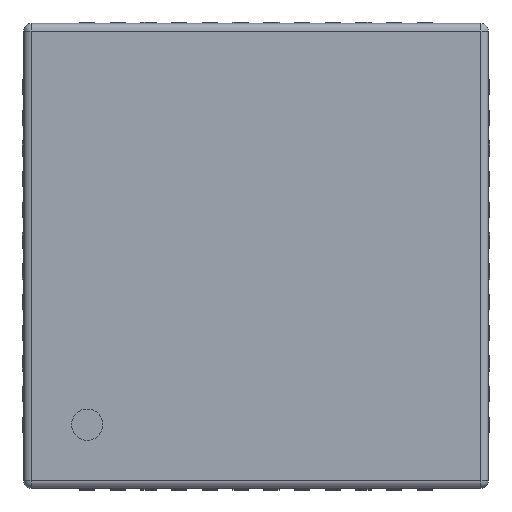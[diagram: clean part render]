
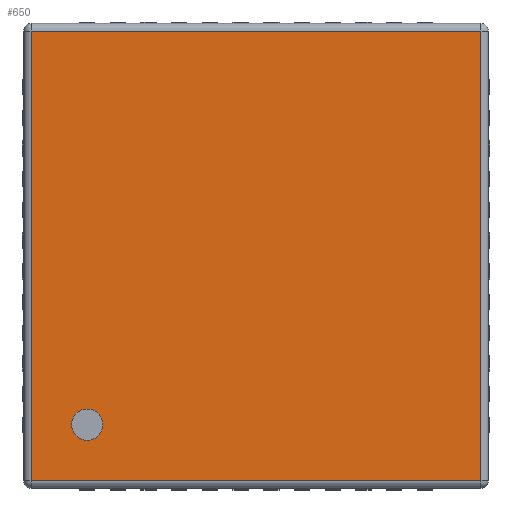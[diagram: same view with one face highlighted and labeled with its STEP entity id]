
A CAD part, top view. The second image highlights one B-rep face of the part: STEP entity #650.
In plain terms, the highlighted planar face has unit normal (0, 0, 1).
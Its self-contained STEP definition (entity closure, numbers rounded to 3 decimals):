
#650=ADVANCED_FACE('',(#3847,#3849),#3851,.T.);
#3847=FACE_BOUND('',#3848,.T.);
#3848=EDGE_LOOP('',(#6292,#6293,#6294,#6295));
#3849=FACE_BOUND('',#3850,.T.);
#3850=EDGE_LOOP('',(#6296));
#3851=PLANE('',#3852);
#3852=AXIS2_PLACEMENT_3D('',#3853,#3854,#3855);
#3853=CARTESIAN_POINT('',(0.,0.,1.));
#3854=DIRECTION('',(0.,0.,1.));
#3855=DIRECTION('',(1.,0.,0.));
#6292=ORIENTED_EDGE('',*,*,#7762,.T.);
#6293=ORIENTED_EDGE('',*,*,#7763,.T.);
#6294=ORIENTED_EDGE('',*,*,#7764,.T.);
#6295=ORIENTED_EDGE('',*,*,#7765,.T.);
#6296=ORIENTED_EDGE('',*,*,#7761,.F.);
#7761=EDGE_CURVE('',#8622,#8622,#8623,.T.);
#7762=EDGE_CURVE('',#8624,#8625,#8626,.T.);
#7763=EDGE_CURVE('',#8625,#8627,#8628,.T.);
#7764=EDGE_CURVE('',#8627,#8629,#8630,.T.);
#7765=EDGE_CURVE('',#8629,#8624,#8631,.T.);
#8622=VERTEX_POINT('',#10434);
#8623=CIRCLE('',#10435,0.203);
#8624=VERTEX_POINT('',#10439);
#8625=VERTEX_POINT('',#10440);
#8626=LINE('',#10441,#10442);
#8627=VERTEX_POINT('',#10444);
#8628=LINE('',#10445,#10446);
#8629=VERTEX_POINT('',#10448);
#8630=LINE('',#10449,#10450);
#8631=LINE('',#10452,#10453);
#10434=CARTESIAN_POINT('',(-1.997,-2.2,1.));
#10435=AXIS2_PLACEMENT_3D('',#10436,#10437,#10438);
#10436=CARTESIAN_POINT('',(-2.2,-2.2,1.));
#10437=DIRECTION('',(0.,0.,1.));
#10438=DIRECTION('',(1.,0.,0.));
#10439=CARTESIAN_POINT('',(2.93,2.93,1.));
#10440=CARTESIAN_POINT('',(-2.93,2.93,1.));
#10441=CARTESIAN_POINT('',(2.93,2.93,1.));
#10442=VECTOR('',#10443,1.);
#10443=DIRECTION('',(-1.,0.,0.));
#10444=CARTESIAN_POINT('',(-2.93,-2.93,1.));
#10445=CARTESIAN_POINT('',(-2.93,2.93,1.));
#10446=VECTOR('',#10447,1.);
#10447=DIRECTION('',(0.,-1.,0.));
#10448=CARTESIAN_POINT('',(2.93,-2.93,1.));
#10449=CARTESIAN_POINT('',(-2.93,-2.93,1.));
#10450=VECTOR('',#10451,1.);
#10451=DIRECTION('',(1.,0.,0.));
#10452=CARTESIAN_POINT('',(2.93,-2.93,1.));
#10453=VECTOR('',#10454,1.);
#10454=DIRECTION('',(0.,1.,0.));
